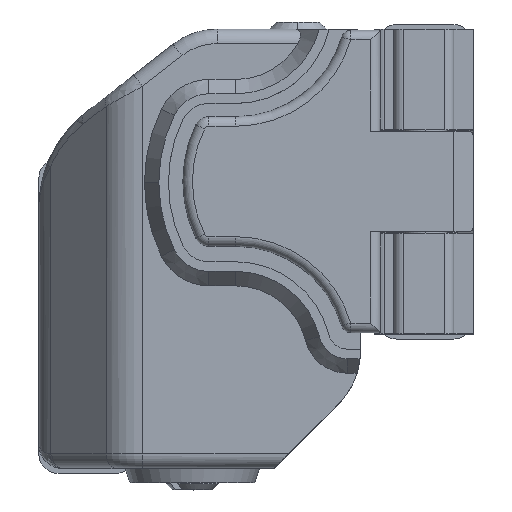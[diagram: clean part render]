
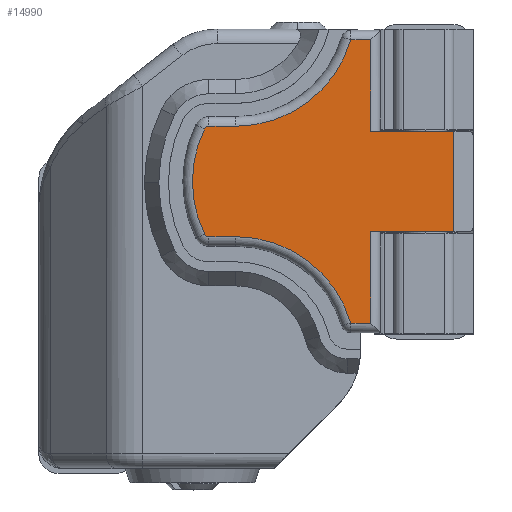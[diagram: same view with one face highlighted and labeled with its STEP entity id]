
A CAD part, top view. The second image highlights one B-rep face of the part: STEP entity #14990.
In plain terms, the highlighted planar face has unit normal (0, 0, 1).
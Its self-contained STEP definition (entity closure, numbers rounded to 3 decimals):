
#1549 = ORIENTED_EDGE ( 'NONE', *, *, #15162, .T. ) ;
#1552 = ORIENTED_EDGE ( 'NONE', *, *, #15170, .T. ) ;
#1554 = ORIENTED_EDGE ( 'NONE', *, *, #15169, .T. ) ;
#1555 = ORIENTED_EDGE ( 'NONE', *, *, #15171, .T. ) ;
#1556 = ORIENTED_EDGE ( 'NONE', *, *, #15172, .T. ) ;
#1557 = ORIENTED_EDGE ( 'NONE', *, *, #15173, .T. ) ;
#1558 = ORIENTED_EDGE ( 'NONE', *, *, #15174, .T. ) ;
#1559 = ORIENTED_EDGE ( 'NONE', *, *, #15175, .T. ) ;
#1560 = ORIENTED_EDGE ( 'NONE', *, *, #15176, .T. ) ;
#1561 = ORIENTED_EDGE ( 'NONE', *, *, #15177, .T. ) ;
#1562 = ORIENTED_EDGE ( 'NONE', *, *, #15178, .T. ) ;
#1563 = ORIENTED_EDGE ( 'NONE', *, *, #15179, .T. ) ;
#1564 = ORIENTED_EDGE ( 'NONE', *, *, #15137, .T. ) ;
#1565 = ORIENTED_EDGE ( 'NONE', *, *, #15180, .T. ) ;
#1713 = EDGE_LOOP ( 'NONE', ( #1549, #1554, #1552, #1555, #1556, #1557, #1558, #1559, #1560, #1561, #1562, #1563, #1564, #1565 ) ) ;
#1863 = CIRCLE ( 'NONE', #7588, 25. ) ;
#1864 = CIRCLE ( 'NONE', #7590, 1. ) ;
#1865 = CIRCLE ( 'NONE', #7592, 25. ) ;
#1866 = CIRCLE ( 'NONE', #7594, 1. ) ;
#1867 = CIRCLE ( 'NONE', #7596, 25. ) ;
#7268 = AXIS2_PLACEMENT_3D ( 'NONE', #8360, #8361, #8362 ) ;
#7269 = FACE_OUTER_BOUND ( 'NONE', #1713, .T. ) ;
#7561 = VECTOR ( 'NONE', #8864, 1000. ) ;
#7586 = VECTOR ( 'NONE', #8939, 1000. ) ;
#7588 = AXIS2_PLACEMENT_3D ( 'NONE', #8957, #8964, #8965 ) ;
#7590 = AXIS2_PLACEMENT_3D ( 'NONE', #8966, #8970, #8971 ) ;
#7592 = AXIS2_PLACEMENT_3D ( 'NONE', #8972, #8973, #8974 ) ;
#7593 = VECTOR ( 'NONE', #8960, 1000. ) ;
#7594 = AXIS2_PLACEMENT_3D ( 'NONE', #8975, #8976, #8977 ) ;
#7595 = VECTOR ( 'NONE', #8963, 1000. ) ;
#7596 = AXIS2_PLACEMENT_3D ( 'NONE', #8978, #8982, #8983 ) ;
#7597 = VECTOR ( 'NONE', #8969, 1000. ) ;
#7598 = VECTOR ( 'NONE', #8981, 1000. ) ;
#7599 = VECTOR ( 'NONE', #8987, 1000. ) ;
#7600 = VECTOR ( 'NONE', #8990, 1000. ) ;
#7601 = VECTOR ( 'NONE', #8993, 1000. ) ;
#8359 = PLANE ( 'NONE',  #7268 ) ;
#8360 = CARTESIAN_POINT ( 'NONE',  ( -8.5, -30.5, 0. ) ) ;
#8361 = DIRECTION ( 'NONE',  ( 0., 0., 1. ) ) ;
#8362 = DIRECTION ( 'NONE',  ( 1., 0., 0. ) ) ;
#8862 = LINE ( 'NONE', #8863, #7561 ) ;
#8863 = CARTESIAN_POINT ( 'NONE',  ( 10., -10.5, 0. ) ) ;
#8864 = DIRECTION ( 'NONE',  ( 1., 0., 0. ) ) ;
#8937 = LINE ( 'NONE', #8938, #7586 ) ;
#8938 = CARTESIAN_POINT ( 'NONE',  ( -7.5, 10.5, 0. ) ) ;
#8939 = DIRECTION ( 'NONE',  ( -1., 0., 0. ) ) ;
#8957 = CARTESIAN_POINT ( 'NONE',  ( -39.5, 36.5, 0. ) ) ;
#8958 = LINE ( 'NONE', #8959, #7593 ) ;
#8959 = CARTESIAN_POINT ( 'NONE',  ( -11.366, -30.5, 0. ) ) ;
#8960 = DIRECTION ( 'NONE',  ( 0., 1., 0. ) ) ;
#8961 = LINE ( 'NONE', #8962, #7595 ) ;
#8962 = CARTESIAN_POINT ( 'NONE',  ( -8.5, 29.5, 0. ) ) ;
#8963 = DIRECTION ( 'NONE',  ( -1., 0., 0. ) ) ;
#8964 = DIRECTION ( 'NONE',  ( 0., 0., -1. ) ) ;
#8965 = DIRECTION ( 'NONE',  ( 1., 0., 0. ) ) ;
#8966 = CARTESIAN_POINT ( 'NONE',  ( -45.081, 10.5, 0. ) ) ;
#8967 = LINE ( 'NONE', #8968, #7597 ) ;
#8968 = CARTESIAN_POINT ( 'NONE',  ( -8.5, 11.5, 0. ) ) ;
#8969 = DIRECTION ( 'NONE',  ( -1., 0., 0. ) ) ;
#8970 = DIRECTION ( 'NONE',  ( 0., 0., 1. ) ) ;
#8971 = DIRECTION ( 'NONE',  ( 1., 0., 0. ) ) ;
#8972 = CARTESIAN_POINT ( 'NONE',  ( -23.5, 0., 0. ) ) ;
#8973 = DIRECTION ( 'NONE',  ( 0., 0., 1. ) ) ;
#8974 = DIRECTION ( 'NONE',  ( 1., 0., 0. ) ) ;
#8975 = CARTESIAN_POINT ( 'NONE',  ( -45.081, -10.5, 0. ) ) ;
#8976 = DIRECTION ( 'NONE',  ( 0., 0., 1. ) ) ;
#8977 = DIRECTION ( 'NONE',  ( 1., 0., 0. ) ) ;
#8978 = CARTESIAN_POINT ( 'NONE',  ( -39.5, -36.5, 0. ) ) ;
#8979 = LINE ( 'NONE', #8980, #7598 ) ;
#8980 = CARTESIAN_POINT ( 'NONE',  ( -8.5, -11.5, 0. ) ) ;
#8981 = DIRECTION ( 'NONE',  ( 1., 0., 0. ) ) ;
#8982 = DIRECTION ( 'NONE',  ( 0., 0., -1. ) ) ;
#8983 = DIRECTION ( 'NONE',  ( 1., 0., 0. ) ) ;
#8985 = LINE ( 'NONE', #8986, #7599 ) ;
#8986 = CARTESIAN_POINT ( 'NONE',  ( -8.5, -29.5, 0. ) ) ;
#8987 = DIRECTION ( 'NONE',  ( 1., 0., 0. ) ) ;
#8988 = LINE ( 'NONE', #8989, #7600 ) ;
#8989 = CARTESIAN_POINT ( 'NONE',  ( -11.366, -10.5, 0. ) ) ;
#8990 = DIRECTION ( 'NONE',  ( 0., 1., 0. ) ) ;
#8991 = LINE ( 'NONE', #8992, #7601 ) ;
#8992 = CARTESIAN_POINT ( 'NONE',  ( 6., -30.5, 0. ) ) ;
#8993 = DIRECTION ( 'NONE',  ( 0., 1., 0. ) ) ;
#12809 = CARTESIAN_POINT ( 'NONE',  ( -11.366, -29.5, 0. ) ) ;
#12810 = CARTESIAN_POINT ( 'NONE',  ( -15.5, -29.5, 0. ) ) ;
#12811 = CARTESIAN_POINT ( 'NONE',  ( -39.5, -11.5, 0. ) ) ;
#12812 = CARTESIAN_POINT ( 'NONE',  ( -45.081, 11.5, 0. ) ) ;
#12813 = CARTESIAN_POINT ( 'NONE',  ( -39.5, 11.5, 0. ) ) ;
#12818 = CARTESIAN_POINT ( 'NONE',  ( 6., 10.5, 0. ) ) ;
#12828 = CARTESIAN_POINT ( 'NONE',  ( -11.366, -10.5, 0. ) ) ;
#12829 = CARTESIAN_POINT ( 'NONE',  ( 6., -10.5, 0. ) ) ;
#13135 = CARTESIAN_POINT ( 'NONE',  ( -45.98, 10.938, 0. ) ) ;
#13139 = CARTESIAN_POINT ( 'NONE',  ( -15.5, 29.5, 0. ) ) ;
#13143 = CARTESIAN_POINT ( 'NONE',  ( -11.366, 10.5, 0. ) ) ;
#13174 = CARTESIAN_POINT ( 'NONE',  ( -45.98, -10.937, 0. ) ) ;
#13178 = CARTESIAN_POINT ( 'NONE',  ( -11.366, 29.5, 0. ) ) ;
#13184 = CARTESIAN_POINT ( 'NONE',  ( -45.081, -11.5, 0. ) ) ;
#14990 = ADVANCED_FACE ( 'NONE', ( #7269 ), #8359, .T. ) ;
#15137 = EDGE_CURVE ( 'NONE', #17139, #17140, #8862, .T. ) ;
#15162 = EDGE_CURVE ( 'NONE', #17129, #17430, #8937, .T. ) ;
#15169 = EDGE_CURVE ( 'NONE', #17430, #17456, #8958, .T. ) ;
#15170 = EDGE_CURVE ( 'NONE', #17456, #17426, #8961, .T. ) ;
#15171 = EDGE_CURVE ( 'NONE', #17426, #17124, #1863, .T. ) ;
#15172 = EDGE_CURVE ( 'NONE', #17124, #17123, #8967, .T. ) ;
#15173 = EDGE_CURVE ( 'NONE', #17123, #17422, #1864, .T. ) ;
#15174 = EDGE_CURVE ( 'NONE', #17422, #17454, #1865, .T. ) ;
#15175 = EDGE_CURVE ( 'NONE', #17454, #17462, #1866, .T. ) ;
#15176 = EDGE_CURVE ( 'NONE', #17462, #17122, #8979, .T. ) ;
#15177 = EDGE_CURVE ( 'NONE', #17122, #17121, #1867, .T. ) ;
#15178 = EDGE_CURVE ( 'NONE', #17121, #17120, #8985, .T. ) ;
#15179 = EDGE_CURVE ( 'NONE', #17120, #17139, #8988, .T. ) ;
#15180 = EDGE_CURVE ( 'NONE', #17140, #17129, #8991, .T. ) ;
#17120 = VERTEX_POINT ( 'NONE', #12809 ) ;
#17121 = VERTEX_POINT ( 'NONE', #12810 ) ;
#17122 = VERTEX_POINT ( 'NONE', #12811 ) ;
#17123 = VERTEX_POINT ( 'NONE', #12812 ) ;
#17124 = VERTEX_POINT ( 'NONE', #12813 ) ;
#17129 = VERTEX_POINT ( 'NONE', #12818 ) ;
#17139 = VERTEX_POINT ( 'NONE', #12828 ) ;
#17140 = VERTEX_POINT ( 'NONE', #12829 ) ;
#17422 = VERTEX_POINT ( 'NONE', #13135 ) ;
#17426 = VERTEX_POINT ( 'NONE', #13139 ) ;
#17430 = VERTEX_POINT ( 'NONE', #13143 ) ;
#17454 = VERTEX_POINT ( 'NONE', #13174 ) ;
#17456 = VERTEX_POINT ( 'NONE', #13178 ) ;
#17462 = VERTEX_POINT ( 'NONE', #13184 ) ;
